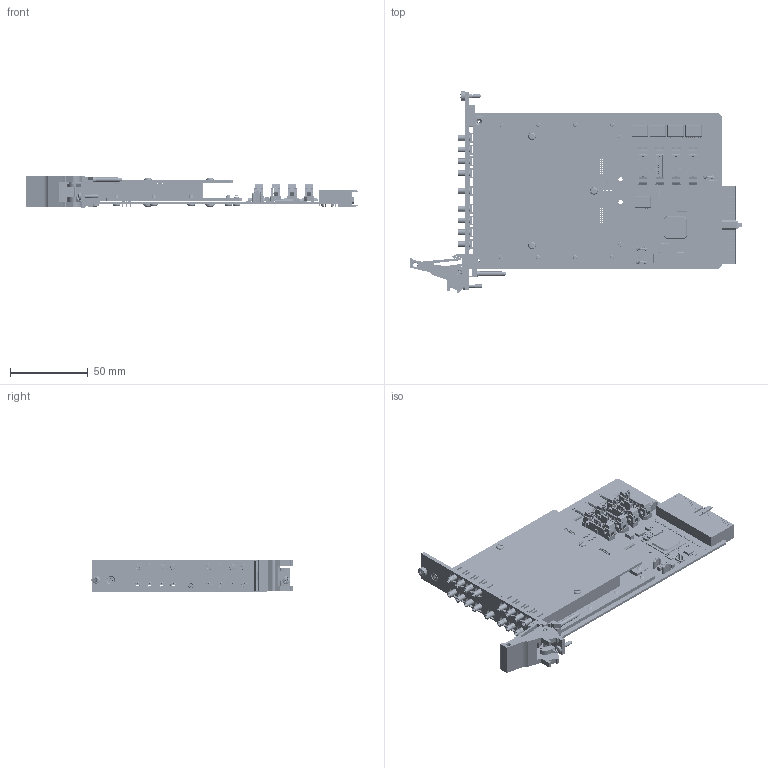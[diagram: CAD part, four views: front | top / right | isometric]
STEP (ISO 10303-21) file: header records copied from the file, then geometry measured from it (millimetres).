
FILE_DESCRIPTION (( 'STEP AP214' ), '1' );
FILE_NAME ('40-835-001 SINGLE 16CH MUX 75 OHM SMB.STEP', '2013-09-11T13:51:56', ( 'admin' ), ( '' ), 'SwSTEP 2.0', 'SolidWorks 2012', '' );
FILE_SCHEMA (( 'AUTOMOTIVE_DESIGN' ));
Length unit declared in the file: millimetre
Products named in the file (1): 40-835-001 SINGLE 16CH MUX 75 OHM SMB
Bounding box: 214.01 x 129.67 x 20 mm (x, y, z)
Surface area: 88105.4 mm2 (no closed solid volume)
Topology: 0 solids, 678 shells, 4291 faces, 19174 edges, 14931 vertices
Faces by surface type: plane 3191, cylinder 846, cone 136, torus 80, bspline 31, sphere 7
Full cylindrical faces by diameter (mm): 0.2 x1, 0.6 x110, 0.7 x1, 0.762 x57, 0.8 x36, 0.9 x3, 1 x3, 1.067 x32, 1.2 x1, 1.4 x3, 1.496 x2, 1.524 x11, 1.7 x4, 2 x5, 2.05 x1, 2.08 x17, 2.45 x7, 2.5 x3, 2.6 x1, 2.7 x3, 2.8 x1, 3 x3, 3.21 x17, 3.71 x34, 3.8 x3, 4.2 x1, 4.35 x1, 4.7 x1, 4.85 x16, 5 x3
Entity records: 246581 total; most frequent: CARTESIAN_POINT 50279, DIRECTION 29499, ORIENTED_EDGE 25002, EDGE_CURVE 18430, VERTEX_POINT 14795, LINE 14107, VECTOR 14107, AXIS2_PLACEMENT_3D 7696
